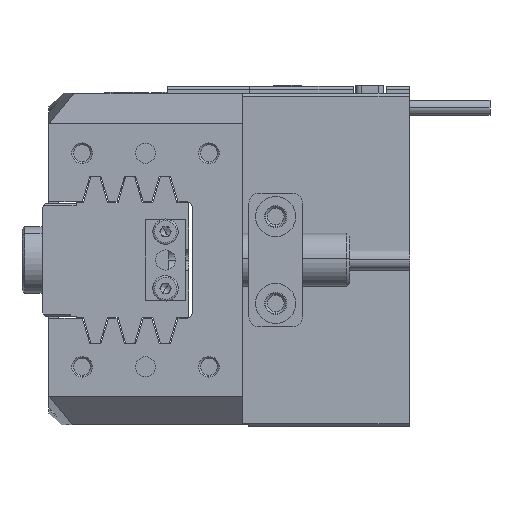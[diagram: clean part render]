
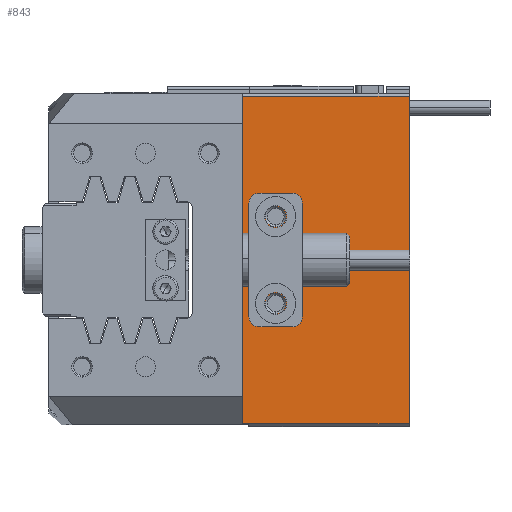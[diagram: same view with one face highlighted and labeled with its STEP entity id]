
A CAD part, left-side view. The second image highlights one B-rep face of the part: STEP entity #843.
In plain terms, the highlighted planar face has unit normal (-1, 0, 0).
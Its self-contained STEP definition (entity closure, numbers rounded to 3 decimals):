
#31 = AXIS2_PLACEMENT_3D ( 'NONE', #13165, #16854, #10336 ) ;
#408 = DIRECTION ( 'NONE',  ( 0., -1., 0. ) ) ;
#560 = EDGE_CURVE ( 'NONE', #21538, #6607, #32029, .T. ) ;
#843 = ADVANCED_FACE ( 'NONE', ( #34069, #28980, #33030 ), #32579, .F. ) ;
#1120 = DIRECTION ( 'NONE',  ( 0., 0., -1. ) ) ;
#2705 = VERTEX_POINT ( 'NONE', #40327 ) ;
#2780 = ORIENTED_EDGE ( 'NONE', *, *, #40790, .T. ) ;
#4114 = EDGE_CURVE ( 'NONE', #6607, #15248, #35542, .T. ) ;
#4135 = VECTOR ( 'NONE', #39026, 1000. ) ;
#5422 = VECTOR ( 'NONE', #21039, 1000. ) ;
#5982 = DIRECTION ( 'NONE',  ( 0., 1., 0. ) ) ;
#6607 = VERTEX_POINT ( 'NONE', #33359 ) ;
#7083 = CARTESIAN_POINT ( 'NONE',  ( -40.5, -12.5, -8.05 ) ) ;
#7280 = ORIENTED_EDGE ( 'NONE', *, *, #39634, .T. ) ;
#7434 = ORIENTED_EDGE ( 'NONE', *, *, #4114, .T. ) ;
#7458 = ORIENTED_EDGE ( 'NONE', *, *, #13638, .T. ) ;
#8179 = EDGE_CURVE ( 'NONE', #2705, #15248, #15055, .T. ) ;
#8806 = CIRCLE ( 'NONE', #38422, 1.55 ) ;
#9121 = CARTESIAN_POINT ( 'NONE',  ( -40.5, -32.5, 24.5 ) ) ;
#9697 = VECTOR ( 'NONE', #408, 1000. ) ;
#10106 = AXIS2_PLACEMENT_3D ( 'NONE', #33717, #17565, #24228 ) ;
#10336 = DIRECTION ( 'NONE',  ( 0., 0., -1. ) ) ;
#10820 = CIRCLE ( 'NONE', #10106, 1.55 ) ;
#10937 = DIRECTION ( 'NONE',  ( 1., 0., 0. ) ) ;
#11105 = VERTEX_POINT ( 'NONE', #7083 ) ;
#11207 = ORIENTED_EDGE ( 'NONE', *, *, #14164, .T. ) ;
#11758 = ORIENTED_EDGE ( 'NONE', *, *, #8179, .F. ) ;
#12241 = EDGE_LOOP ( 'NONE', ( #39852, #7434, #11758, #11207 ) ) ;
#12424 = VERTEX_POINT ( 'NONE', #18006 ) ;
#12597 = EDGE_LOOP ( 'NONE', ( #7280, #23883 ) ) ;
#13165 = CARTESIAN_POINT ( 'NONE',  ( -40.5, -32.5, 25. ) ) ;
#13599 = CARTESIAN_POINT ( 'NONE',  ( -40.5, -7.5, 25. ) ) ;
#13638 = EDGE_CURVE ( 'NONE', #12424, #39440, #8806, .T. ) ;
#14164 = EDGE_CURVE ( 'NONE', #2705, #21538, #31094, .T. ) ;
#14449 = EDGE_LOOP ( 'NONE', ( #7458, #2780 ) ) ;
#15055 = LINE ( 'NONE', #30543, #5422 ) ;
#15248 = VERTEX_POINT ( 'NONE', #29255 ) ;
#15798 = DIRECTION ( 'NONE',  ( 1., 0., 0. ) ) ;
#16594 = CARTESIAN_POINT ( 'NONE',  ( -40.5, -12.5, 4.95 ) ) ;
#16796 = CARTESIAN_POINT ( 'NONE',  ( -40.5, -32.5, -24.5 ) ) ;
#16854 = DIRECTION ( 'NONE',  ( 1., 0., 0. ) ) ;
#17447 = DIRECTION ( 'NONE',  ( 0., 0., -1. ) ) ;
#17565 = DIRECTION ( 'NONE',  ( 1., 0., 0. ) ) ;
#18006 = CARTESIAN_POINT ( 'NONE',  ( -40.5, -12.5, 8.05 ) ) ;
#21039 = DIRECTION ( 'NONE',  ( 0., 0., -1. ) ) ;
#21538 = VERTEX_POINT ( 'NONE', #41036 ) ;
#21878 = CARTESIAN_POINT ( 'NONE',  ( -40.5, -12.5, -4.95 ) ) ;
#21899 = CIRCLE ( 'NONE', #31040, 1.55 ) ;
#23883 = ORIENTED_EDGE ( 'NONE', *, *, #30770, .T. ) ;
#24228 = DIRECTION ( 'NONE',  ( 0., 0., -1. ) ) ;
#24996 = CIRCLE ( 'NONE', #25071, 1.55 ) ;
#25071 = AXIS2_PLACEMENT_3D ( 'NONE', #37020, #10937, #17447 ) ;
#25353 = VERTEX_POINT ( 'NONE', #21878 ) ;
#27557 = VECTOR ( 'NONE', #5982, 1000. ) ;
#28963 = CARTESIAN_POINT ( 'NONE',  ( -40.5, -12.5, 6.5 ) ) ;
#28980 = FACE_BOUND ( 'NONE', #12597, .T. ) ;
#29255 = CARTESIAN_POINT ( 'NONE',  ( -40.5, -32.5, -24.5 ) ) ;
#30274 = CARTESIAN_POINT ( 'NONE',  ( -40.5, -12.5, 6.5 ) ) ;
#30543 = CARTESIAN_POINT ( 'NONE',  ( -40.5, -32.5, 25. ) ) ;
#30770 = EDGE_CURVE ( 'NONE', #11105, #25353, #24996, .T. ) ;
#31040 = AXIS2_PLACEMENT_3D ( 'NONE', #30274, #36801, #1120 ) ;
#31094 = LINE ( 'NONE', #9121, #27557 ) ;
#31818 = DIRECTION ( 'NONE',  ( 0., 0., -1. ) ) ;
#32029 = LINE ( 'NONE', #13599, #4135 ) ;
#32579 = PLANE ( 'NONE',  #31 ) ;
#33030 = FACE_OUTER_BOUND ( 'NONE', #12241, .T. ) ;
#33359 = CARTESIAN_POINT ( 'NONE',  ( -40.5, -7.5, -24.5 ) ) ;
#33717 = CARTESIAN_POINT ( 'NONE',  ( -40.5, -12.5, -6.5 ) ) ;
#34069 = FACE_BOUND ( 'NONE', #14449, .T. ) ;
#35542 = LINE ( 'NONE', #16796, #9697 ) ;
#36801 = DIRECTION ( 'NONE',  ( 1., 0., 0. ) ) ;
#37020 = CARTESIAN_POINT ( 'NONE',  ( -40.5, -12.5, -6.5 ) ) ;
#38422 = AXIS2_PLACEMENT_3D ( 'NONE', #28963, #15798, #31818 ) ;
#39026 = DIRECTION ( 'NONE',  ( 0., 0., -1. ) ) ;
#39440 = VERTEX_POINT ( 'NONE', #16594 ) ;
#39634 = EDGE_CURVE ( 'NONE', #25353, #11105, #10820, .T. ) ;
#39852 = ORIENTED_EDGE ( 'NONE', *, *, #560, .T. ) ;
#40327 = CARTESIAN_POINT ( 'NONE',  ( -40.5, -32.5, 24.5 ) ) ;
#40790 = EDGE_CURVE ( 'NONE', #39440, #12424, #21899, .T. ) ;
#41036 = CARTESIAN_POINT ( 'NONE',  ( -40.5, -7.5, 24.5 ) ) ;
